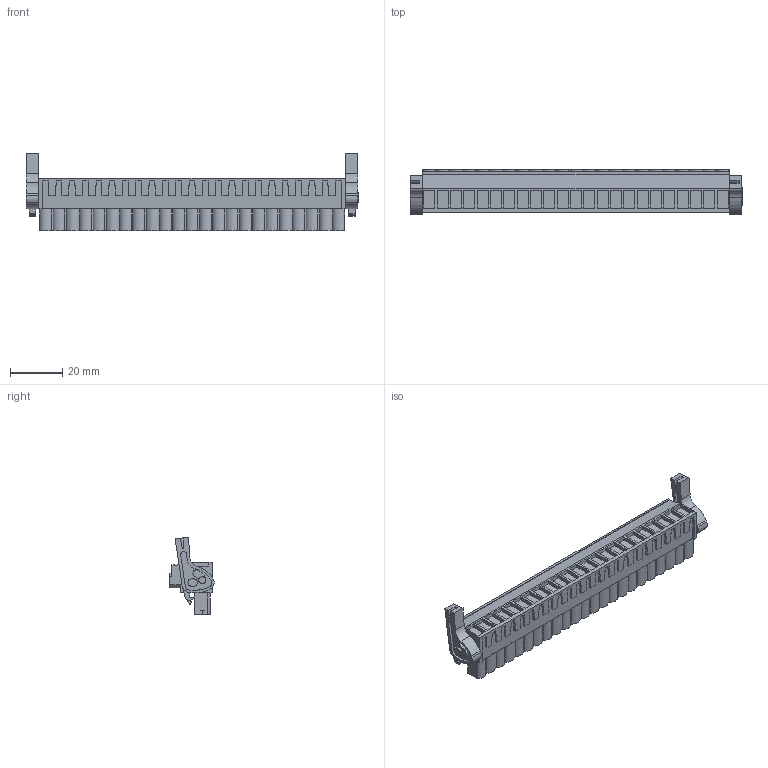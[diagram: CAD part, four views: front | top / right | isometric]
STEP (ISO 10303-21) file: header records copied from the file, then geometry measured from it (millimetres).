
FILE_DESCRIPTION(('CATIA V5 STEP','CAx-IF Rec.Pracs.--- Model Styling and Organization---1.2---2011-12-15'),'2;1');
FILE_NAME ('D1459994_0_1945040000_1945040000.stp','2017-05-22T13:32:29+00:00',('none'),('Weidmueller'),'CATIA Version 5-6 Release 2014','CATIA V5 STEP AP214','none');
FILE_SCHEMA(('AUTOMOTIVE_DESIGN { 1 0 10303 214 1 1 1 1 }'));
Length unit declared in the file: millimetre
Products named in the file (1): 1945040000
Bounding box: 126.54 x 16.91 x 29.52 mm (x, y, z)
Volume: 22864.1 mm3; surface area: 15206.4 mm2
Topology: 26 solids, 26 shells, 1650 faces, 4655 edges, 3160 vertices
Faces by surface type: plane 1369, cylinder 241, extrusion 40
Entity records: 48988 total; most frequent: CARTESIAN_POINT 9460, ORIENTED_EDGE 9310, DIRECTION 6189, EDGE_CURVE 4655, VECTOR 4027, LINE 3987, VERTEX_POINT 3160, EDGE_LOOP 1761
